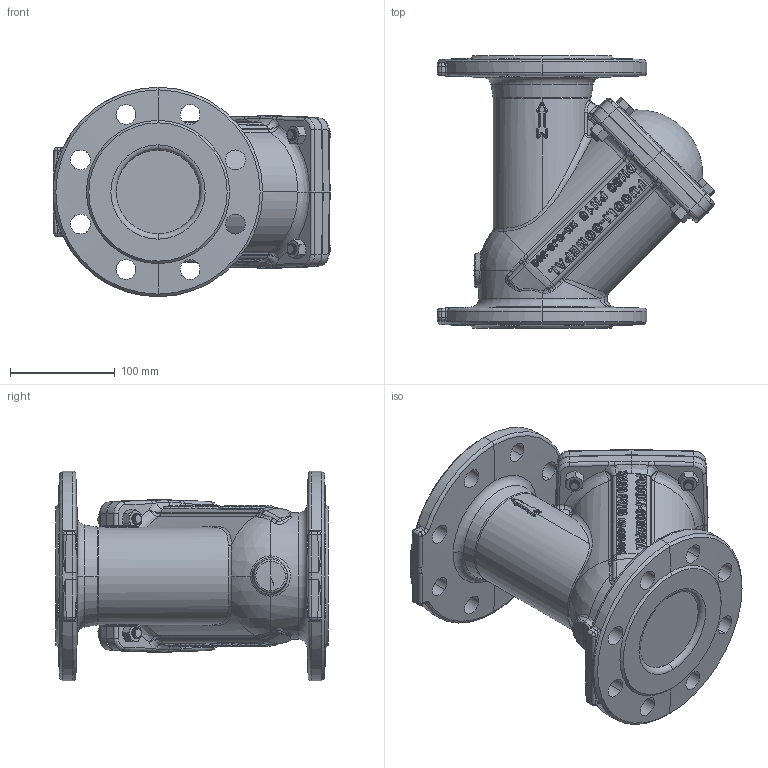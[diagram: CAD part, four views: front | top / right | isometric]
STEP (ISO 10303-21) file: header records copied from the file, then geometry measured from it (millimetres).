
FILE_DESCRIPTION (( 'STEP AP214' ), '1' );
FILE_NAME ('VALV RET BOLA FL DN80 PN16.STEP', '2014-09-29T16:18:30', ( '' ), ( '' ), 'SwSTEP 2.0', 'SolidWorks 2014', '' );
FILE_SCHEMA (( 'AUTOMOTIVE_DESIGN' ));
Length unit declared in the file: millimetre
Products named in the file (1): VALV RET BOLA FL DN80 PN16
Bounding box: 264.91 x 260 x 200 mm (x, y, z)
Volume: 4440328.9 mm3; surface area: 300793.6 mm2
Topology: 1 solids, 29 shells, 2489 faces, 6386 edges, 4030 vertices
Faces by surface type: bspline 1184, cone 486, cylinder 414, plane 326, torus 41, sphere 38
Entity records: 196161 total; most frequent: CARTESIAN_POINT 125754, ORIENTED_EDGE 12752, DIRECTION 6738, EDGE_CURVE 6376, VERTEX_POINT 4030, B_SPLINE_CURVE_WITH_KNOTS 3578, AXIS2_PLACEMENT_3D 2735, EDGE_LOOP 2664
